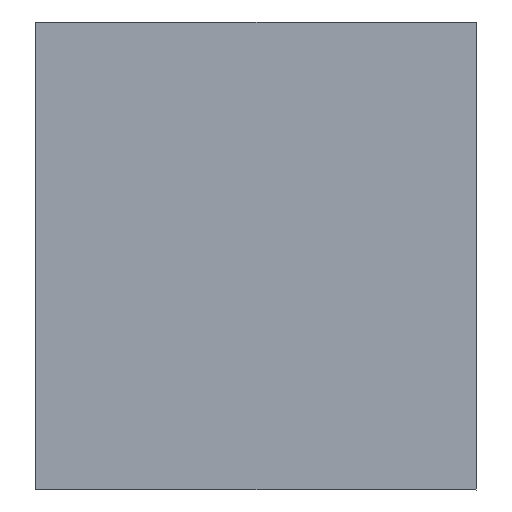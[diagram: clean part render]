
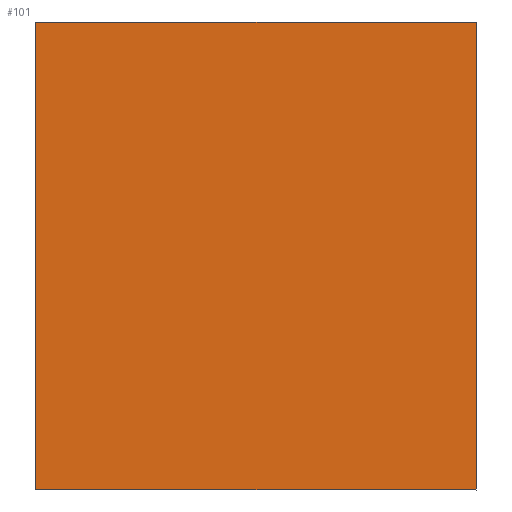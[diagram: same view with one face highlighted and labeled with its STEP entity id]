
A CAD part, front view. The second image highlights one B-rep face of the part: STEP entity #101.
In plain terms, the highlighted planar face has unit normal (0, -1, 0).
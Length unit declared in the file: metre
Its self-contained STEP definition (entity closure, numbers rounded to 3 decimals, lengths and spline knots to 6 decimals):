
#24=ORIENTED_EDGE('',*,*,#41,.T.);
#25=ORIENTED_EDGE('',*,*,#45,.T.);
#26=ORIENTED_EDGE('',*,*,#38,.F.);
#27=ORIENTED_EDGE('',*,*,#46,.F.);
#38=EDGE_CURVE('',#50,#51,#58,.T.);
#41=EDGE_CURVE('',#54,#52,#61,.T.);
#45=EDGE_CURVE('',#52,#51,#65,.T.);
#46=EDGE_CURVE('',#54,#50,#66,.T.);
#50=VERTEX_POINT('',#155);
#51=VERTEX_POINT('',#157);
#52=VERTEX_POINT('',#161);
#54=VERTEX_POINT('',#164);
#58=LINE('',#156,#70);
#61=LINE('',#163,#73);
#65=LINE('',#170,#77);
#66=LINE('',#172,#78);
#70=VECTOR('',#129,1.);
#73=VECTOR('',#134,1.);
#77=VECTOR('',#140,1.);
#78=VECTOR('',#143,1.);
#83=EDGE_LOOP('',(#24,#25,#26,#27));
#89=FACE_BOUND('',#83,.T.);
#95=PLANE('',#120);
#101=ADVANCED_FACE('',(#89),#95,.T.);
#120=AXIS2_PLACEMENT_3D('',#171,#141,#142);
#129=DIRECTION('',(-1.,0.,0.));
#134=DIRECTION('',(-1.,0.,0.));
#140=DIRECTION('',(0.,0.,-1.));
#141=DIRECTION('',(0.,-1.,0.));
#142=DIRECTION('',(1.,0.,0.));
#143=DIRECTION('',(0.,0.,-1.));
#155=CARTESIAN_POINT('',(0.094756,-0.005455,0.));
#156=CARTESIAN_POINT('',(0.088726,-0.005455,0.));
#157=CARTESIAN_POINT('',(0.088726,-0.005455,0.));
#161=CARTESIAN_POINT('',(0.088726,-0.005455,0.0064));
#163=CARTESIAN_POINT('',(0.094756,-0.005455,0.0064));
#164=CARTESIAN_POINT('',(0.094756,-0.005455,0.0064));
#170=CARTESIAN_POINT('',(0.088726,-0.005455,0.0064));
#171=CARTESIAN_POINT('',(0.094756,-0.005455,0.0064));
#172=CARTESIAN_POINT('',(0.094756,-0.005455,0.0064));
